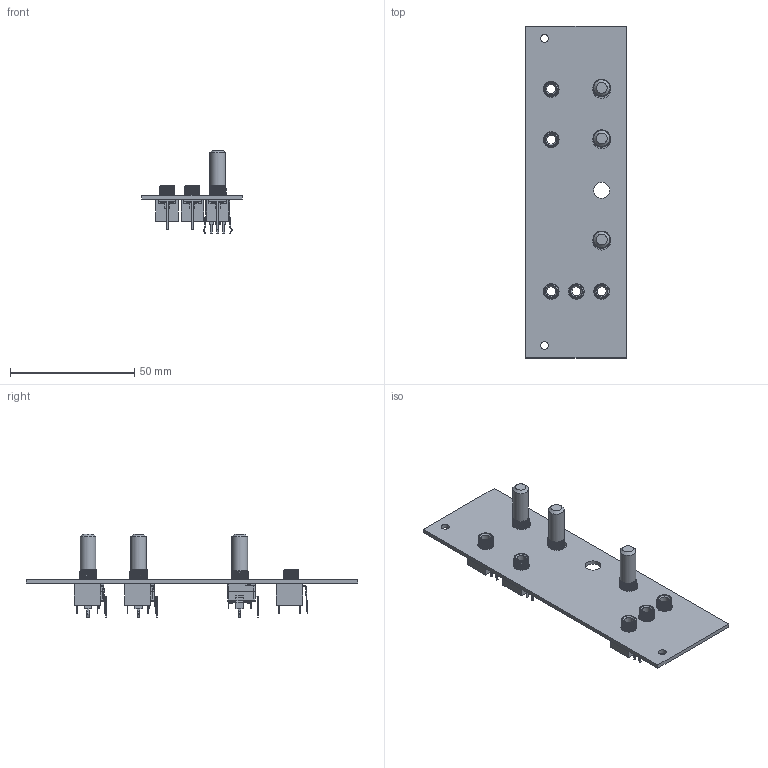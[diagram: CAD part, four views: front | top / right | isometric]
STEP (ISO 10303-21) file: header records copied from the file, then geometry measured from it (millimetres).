
FILE_DESCRIPTION(('KiCad electronic assembly'),'2;1');
FILE_NAME('panel-3D.step','2021-01-17T13:06:45',('An Author'),( 'A Company'),'Open CASCADE STEP processor 7.4', 'KiCad to STEP converter','Unknown');
FILE_SCHEMA(('AUTOMOTIVE_DESIGN { 1 0 10303 214 1 1 1 1 }'));
Length unit declared in the file: millimetre
Products named in the file (8): Open CASCADE STEP translator 7.4 1; PJ301M-12_Thonkiconn_v0.2; SOLID; ALPHA-RD901F-40; COMPOUND
Assembly tree (13 placements, depth 3):
  Open CASCADE STEP translator 7.4 1
    PJ301M-12_Thonkiconn_v0.2  x5
      SOLID
      SOLID
      SOLID
    ALPHA-RD901F-40  x3
      SOLID
    COMPOUND
Bounding box: 40.3 x 133.4 x 33.64 mm (x, y, z)
Volume: 14301 mm3; surface area: 19943.3 mm2
Topology: 19 solids, 19 shells, 1258 faces, 3004 edges, 1810 vertices
Faces by surface type: plane 872, cylinder 243, bspline 115, cone 16, torus 12
Full cylindrical faces by diameter (mm): 1.6 x12, 3.2 x2, 3.6 x5, 3.966 x5, 6.35 x3, 6.4 x6, 7.4 x3
Entity records: 44802 total; most frequent: CARTESIAN_POINT 23306, DIRECTION 3489, LINE 2315, VECTOR 2315, ORIENTED_EDGE 1852, PCURVE 1852, DEFINITIONAL_REPRESENTATION 1852, EDGE_CURVE 926
